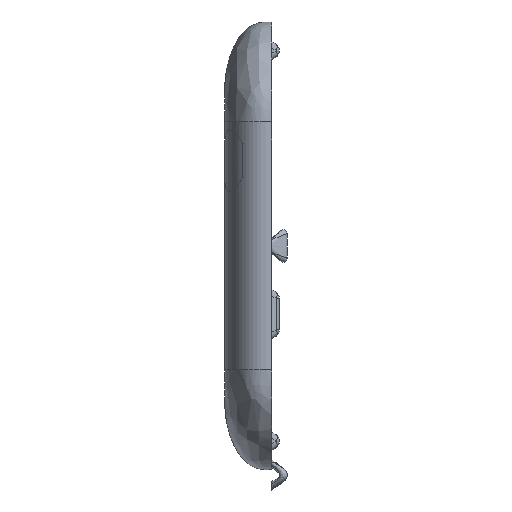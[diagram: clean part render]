
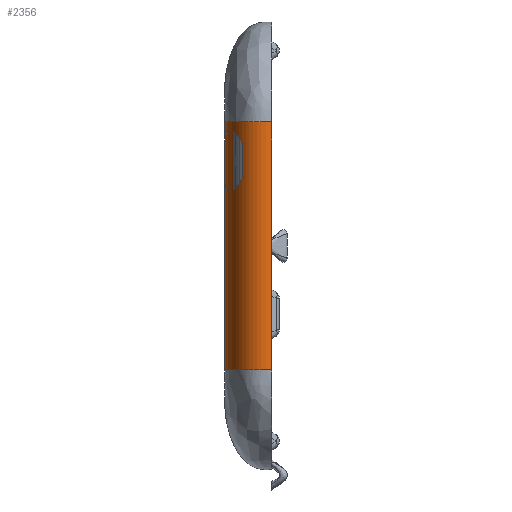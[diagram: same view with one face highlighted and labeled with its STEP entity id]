
A CAD part, left-side view. The second image highlights one B-rep face of the part: STEP entity #2356.
In plain terms, the highlighted free-form (B-spline) face has degree [4, 1] with [6, 2] control points.
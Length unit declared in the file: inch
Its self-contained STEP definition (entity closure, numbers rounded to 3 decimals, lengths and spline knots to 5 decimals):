
#224=B_SPLINE_SURFACE_WITH_KNOTS('',4,1,((#4361,#4362),(#4363,#4364),(#4365,
#4366),(#4367,#4368),(#4369,#4370),(#4371,#4372)),.UNSPECIFIED.,.F.,.F.,
 .F.,(5,1,5),(2,2),(-1.,-0.53139,0.),(0.,2.53492),
 .UNSPECIFIED.);
#300=LINE('',#4374,#418);
#418=VECTOR('',#2811,0.998);
#619=FACE_OUTER_BOUND('',#801,.T.);
#801=EDGE_LOOP('',(#1768,#1769,#1770,#1771));
#1005=B_SPLINE_CURVE_WITH_KNOTS('',3,(#3589,#3590,#3591,#3592,#3593,#3594),
 .UNSPECIFIED.,.F.,.F.,(4,2,4),(-2.53492,-1.26746,0.),.UNSPECIFIED.);
#1033=B_SPLINE_CURVE_WITH_KNOTS('',4,(#4356,#4357,#4358,#4359,#4360),
 .UNSPECIFIED.,.F.,.F.,(5,5),(-0.4342,0.),.UNSPECIFIED.);
#1034=B_SPLINE_CURVE_WITH_KNOTS('',4,(#4375,#4376,#4377,#4378,#4379),
 .UNSPECIFIED.,.F.,.F.,(5,5),(-0.4342,0.),.UNSPECIFIED.);
#1113=VERTEX_POINT('',#3575);
#1114=VERTEX_POINT('',#3588);
#1137=VERTEX_POINT('',#4354);
#1138=VERTEX_POINT('',#4373);
#1343=EDGE_CURVE('',#1113,#1114,#1005,.T.);
#1378=EDGE_CURVE('',#1113,#1137,#1033,.T.);
#1379=EDGE_CURVE('',#1137,#1138,#300,.T.);
#1380=EDGE_CURVE('',#1114,#1138,#1034,.T.);
#1768=ORIENTED_EDGE('',*,*,#1343,.F.);
#1769=ORIENTED_EDGE('',*,*,#1378,.T.);
#1770=ORIENTED_EDGE('',*,*,#1379,.T.);
#1771=ORIENTED_EDGE('',*,*,#1380,.F.);
#2356=ADVANCED_FACE('',(#619),#224,.T.);
#2811=DIRECTION('',(0.,0.,-1.));
#3575=CARTESIAN_POINT('',(-0.89937,0.26,0.499));
#3588=CARTESIAN_POINT('',(-0.89937,0.26,-0.499));
#3589=CARTESIAN_POINT('Ctrl Pts',(-0.89937,0.26,0.499));
#3590=CARTESIAN_POINT('Ctrl Pts',(-0.89937,0.26,0.33267));
#3591=CARTESIAN_POINT('Ctrl Pts',(-0.89937,0.26,0.16633));
#3592=CARTESIAN_POINT('Ctrl Pts',(-0.89937,0.26,-0.16633));
#3593=CARTESIAN_POINT('Ctrl Pts',(-0.89937,0.26,-0.33267));
#3594=CARTESIAN_POINT('Ctrl Pts',(-0.89937,0.26,-0.499));
#4354=CARTESIAN_POINT('',(-0.625,0.45,0.499));
#4356=CARTESIAN_POINT('Ctrl Pts',(-0.89937,0.26,0.499));
#4357=CARTESIAN_POINT('Ctrl Pts',(-0.91245,0.3427,0.499));
#4358=CARTESIAN_POINT('Ctrl Pts',(-0.86455,0.41707,
0.499));
#4359=CARTESIAN_POINT('Ctrl Pts',(-0.71985,0.45,0.499));
#4360=CARTESIAN_POINT('Ctrl Pts',(-0.625,0.45,0.499));
#4361=CARTESIAN_POINT('Ctrl Pts',(-0.625,0.,0.499));
#4362=CARTESIAN_POINT('Ctrl Pts',(-0.625,0.,-0.499));
#4363=CARTESIAN_POINT('Ctrl Pts',(-0.69176,0.,
0.499));
#4364=CARTESIAN_POINT('Ctrl Pts',(-0.69176,0.,
-0.499));
#4365=CARTESIAN_POINT('Ctrl Pts',(-0.77143,0.03448,
0.499));
#4366=CARTESIAN_POINT('Ctrl Pts',(-0.77143,0.03448,
-0.499));
#4367=CARTESIAN_POINT('Ctrl Pts',(-1.10003,0.35717,0.499));
#4368=CARTESIAN_POINT('Ctrl Pts',(-1.10003,0.35717,-0.499));
#4369=CARTESIAN_POINT('Ctrl Pts',(-0.74109,0.45,0.499));
#4370=CARTESIAN_POINT('Ctrl Pts',(-0.74109,0.45,-0.499));
#4371=CARTESIAN_POINT('Ctrl Pts',(-0.625,0.45,0.499));
#4372=CARTESIAN_POINT('Ctrl Pts',(-0.625,0.45,-0.499));
#4373=CARTESIAN_POINT('',(-0.625,0.45,-0.499));
#4374=CARTESIAN_POINT('',(-0.625,0.45,0.499));
#4375=CARTESIAN_POINT('Ctrl Pts',(-0.89937,0.26,-0.499));
#4376=CARTESIAN_POINT('Ctrl Pts',(-0.91245,0.3427,-0.499));
#4377=CARTESIAN_POINT('Ctrl Pts',(-0.86455,0.41707,
-0.499));
#4378=CARTESIAN_POINT('Ctrl Pts',(-0.71985,0.45,-0.499));
#4379=CARTESIAN_POINT('Ctrl Pts',(-0.625,0.45,-0.499));
